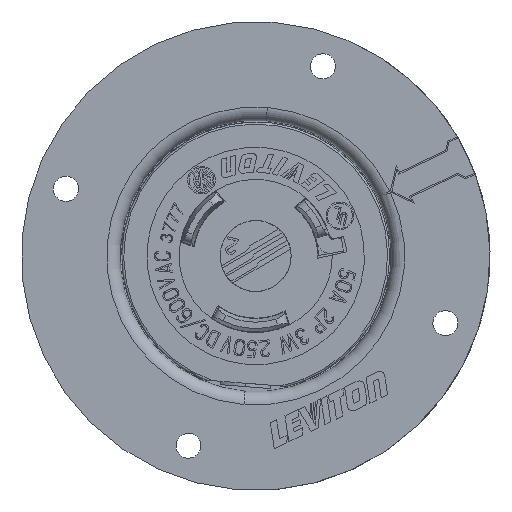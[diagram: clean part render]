
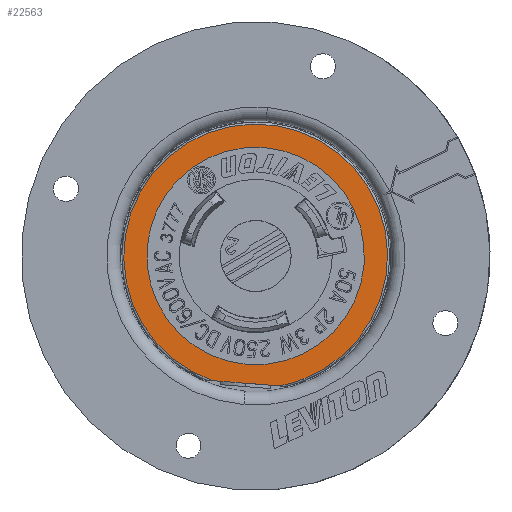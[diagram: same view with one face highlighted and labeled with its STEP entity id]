
A CAD part, left-side view. The second image highlights one B-rep face of the part: STEP entity #22563.
In plain terms, the highlighted planar face has unit normal (-1, 0, 0).
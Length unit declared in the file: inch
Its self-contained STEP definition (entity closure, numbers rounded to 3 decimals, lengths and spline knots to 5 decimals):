
#84 = CARTESIAN_POINT ( 'NONE',  ( 0., 0.20466, -0.9431 ) ) ;
#183 = LINE ( 'NONE', #36338, #17626 ) ;
#635 = VERTEX_POINT ( 'NONE', #16208 ) ;
#1695 = VERTEX_POINT ( 'NONE', #1736 ) ;
#1736 = CARTESIAN_POINT ( 'NONE',  ( 0., 0.35299, 0.91632 ) ) ;
#2098 = DIRECTION ( 'NONE',  ( 0., -0.997, -0.078 ) ) ;
#4208 = CIRCLE ( 'NONE', #28005, 0.985 ) ;
#4624 = DIRECTION ( 'NONE',  ( -1., 0., 0. ) ) ;
#5496 = VERTEX_POINT ( 'NONE', #35727 ) ;
#6895 = CARTESIAN_POINT ( 'NONE',  ( 0., -0.37838, -0.98898 ) ) ;
#8106 = ORIENTED_EDGE ( 'NONE', *, *, #33631, .F. ) ;
#8527 = AXIS2_PLACEMENT_3D ( 'NONE', #39722, #17736, #22201 ) ;
#8776 = ORIENTED_EDGE ( 'NONE', *, *, #43506, .T. ) ;
#9338 = CARTESIAN_POINT ( 'NONE',  ( 0., -0.37838, -0.98898 ) ) ;
#10153 = VERTEX_POINT ( 'NONE', #84 ) ;
#10298 = CARTESIAN_POINT ( 'NONE',  ( 0., -0.45992, 0.66593 ) ) ;
#10689 = ORIENTED_EDGE ( 'NONE', *, *, #25061, .T. ) ;
#10712 = CIRCLE ( 'NONE', #8527, 0.985 ) ;
#12205 = AXIS2_PLACEMENT_3D ( 'NONE', #15261, #4624, #43781 ) ;
#13315 = EDGE_CURVE ( 'NONE', #1695, #5496, #39775, .T. ) ;
#15261 = CARTESIAN_POINT ( 'NONE',  ( 0., 0., -0.00326 ) ) ;
#15351 = CARTESIAN_POINT ( 'NONE',  ( 0., -0.05512, -0.96354 ) ) ;
#15744 = ORIENTED_EDGE ( 'NONE', *, *, #19344, .T. ) ;
#15745 = FACE_OUTER_BOUND ( 'NONE', #22177, .T. ) ;
#16208 = CARTESIAN_POINT ( 'NONE',  ( 0., 0.45992, -0.67245 ) ) ;
#17534 = DIRECTION ( 'NONE',  ( 0., 0.997, 0.078 ) ) ;
#17574 = ORIENTED_EDGE ( 'NONE', *, *, #40526, .F. ) ;
#17626 = VECTOR ( 'NONE', #40276, 39.37008 ) ;
#17736 = DIRECTION ( 'NONE',  ( -1., 0., 0. ) ) ;
#17984 = LINE ( 'NONE', #6895, #21379 ) ;
#18107 = CARTESIAN_POINT ( 'NONE',  ( 0., -0.17349, -0.97286 ) ) ;
#19248 = PLANE ( 'NONE',  #38838 ) ;
#19344 = EDGE_CURVE ( 'NONE', #10153, #22373, #41037, .T. ) ;
#20517 = VECTOR ( 'NONE', #2098, 39.37008 ) ;
#21379 = VECTOR ( 'NONE', #17534, 39.37008 ) ;
#22174 = CARTESIAN_POINT ( 'NONE',  ( 0., 0., -0.00326 ) ) ;
#22177 = EDGE_LOOP ( 'NONE', ( #29122, #8106, #15744, #39120, #10689, #8776 ) ) ;
#22201 = DIRECTION ( 'NONE',  ( 0., -0.358, -0.934 ) ) ;
#22307 = FACE_BOUND ( 'NONE', #26650, .T. ) ;
#22373 = VERTEX_POINT ( 'NONE', #15351 ) ;
#22563 = ADVANCED_FACE ( 'NONE', ( #22307, #15745 ), #19248, .T. ) ;
#25061 = EDGE_CURVE ( 'NONE', #36979, #29741, #10712, .T. ) ;
#26498 = DIRECTION ( 'NONE',  ( -1., 0., 0. ) ) ;
#26650 = EDGE_LOOP ( 'NONE', ( #38232, #17574 ) ) ;
#26666 = CARTESIAN_POINT ( 'NONE',  ( 0., 0., -0.00326 ) ) ;
#27309 = AXIS2_PLACEMENT_3D ( 'NONE', #22174, #30108, #43897 ) ;
#28005 = AXIS2_PLACEMENT_3D ( 'NONE', #26666, #40893, #35844 ) ;
#29122 = ORIENTED_EDGE ( 'NONE', *, *, #13315, .T. ) ;
#29741 = VERTEX_POINT ( 'NONE', #35216 ) ;
#30108 = DIRECTION ( 'NONE',  ( -1., 0., 0. ) ) ;
#30485 = DIRECTION ( 'NONE',  ( 0., -0.358, -0.934 ) ) ;
#30671 = CARTESIAN_POINT ( 'NONE',  ( 0., 0., -0.00326 ) ) ;
#30884 = DIRECTION ( 'NONE',  ( -1., 0., 0. ) ) ;
#33631 = EDGE_CURVE ( 'NONE', #10153, #5496, #183, .T. ) ;
#35121 = AXIS2_PLACEMENT_3D ( 'NONE', #30671, #30884, #44474 ) ;
#35216 = CARTESIAN_POINT ( 'NONE',  ( 0., -0.35299, -0.92283 ) ) ;
#35727 = CARTESIAN_POINT ( 'NONE',  ( 0., 0.32303, -0.93378 ) ) ;
#35844 = DIRECTION ( 'NONE',  ( 0., -0.358, -0.934 ) ) ;
#36338 = CARTESIAN_POINT ( 'NONE',  ( 0., -0.37838, -0.98898 ) ) ;
#36979 = VERTEX_POINT ( 'NONE', #18107 ) ;
#38232 = ORIENTED_EDGE ( 'NONE', *, *, #43770, .F. ) ;
#38494 = CIRCLE ( 'NONE', #27309, 0.812 ) ;
#38838 = AXIS2_PLACEMENT_3D ( 'NONE', #44733, #26498, #30485 ) ;
#39120 = ORIENTED_EDGE ( 'NONE', *, *, #44953, .F. ) ;
#39722 = CARTESIAN_POINT ( 'NONE',  ( 0., 0., -0.00326 ) ) ;
#39775 = CIRCLE ( 'NONE', #12205, 0.985 ) ;
#40276 = DIRECTION ( 'NONE',  ( 0., 0.997, 0.078 ) ) ;
#40526 = EDGE_CURVE ( 'NONE', #635, #41679, #43357, .T. ) ;
#40893 = DIRECTION ( 'NONE',  ( -1., 0., 0. ) ) ;
#41037 = LINE ( 'NONE', #9338, #20517 ) ;
#41679 = VERTEX_POINT ( 'NONE', #10298 ) ;
#43357 = CIRCLE ( 'NONE', #35121, 0.812 ) ;
#43506 = EDGE_CURVE ( 'NONE', #29741, #1695, #4208, .T. ) ;
#43770 = EDGE_CURVE ( 'NONE', #41679, #635, #38494, .T. ) ;
#43781 = DIRECTION ( 'NONE',  ( 0., -0.358, -0.934 ) ) ;
#43897 = DIRECTION ( 'NONE',  ( 0., 0.566, -0.824 ) ) ;
#44474 = DIRECTION ( 'NONE',  ( 0., 0.566, -0.824 ) ) ;
#44733 = CARTESIAN_POINT ( 'NONE',  ( 0., 0.80174, 0.54776 ) ) ;
#44953 = EDGE_CURVE ( 'NONE', #36979, #22373, #17984, .T. ) ;
